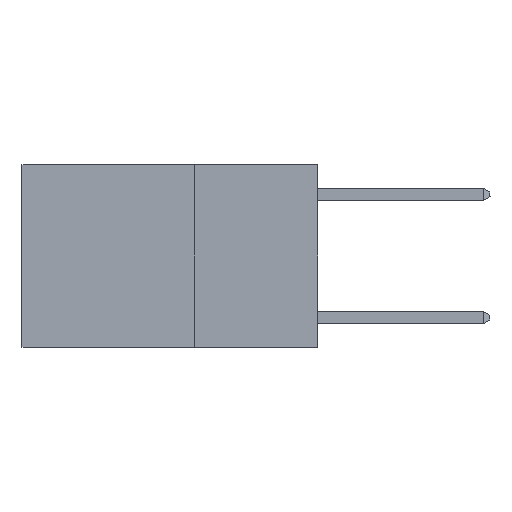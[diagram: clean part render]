
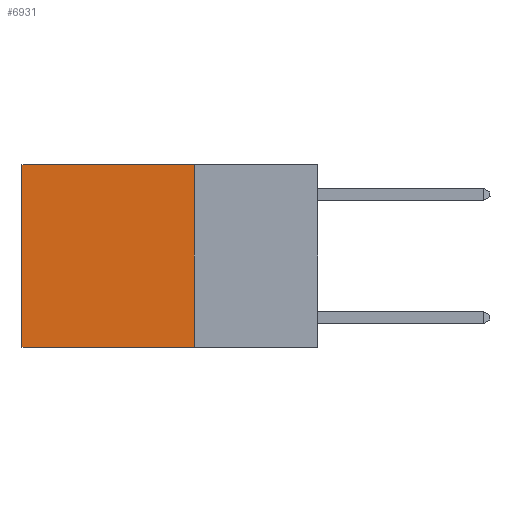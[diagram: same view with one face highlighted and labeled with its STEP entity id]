
A CAD part, left-side view. The second image highlights one B-rep face of the part: STEP entity #6931.
In plain terms, the highlighted planar face has unit normal (-1, 0, 0).
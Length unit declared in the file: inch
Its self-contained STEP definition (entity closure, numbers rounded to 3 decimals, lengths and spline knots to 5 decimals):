
#468 = ORIENTED_EDGE ( 'NONE', *, *, #2987, .F. ) ;
#605 = CARTESIAN_POINT ( 'NONE',  ( 0.2625, 0.6, -0.37 ) ) ;
#716 = EDGE_CURVE ( 'NONE', #8102, #7821, #2782, .T. ) ;
#903 = FACE_OUTER_BOUND ( 'NONE', #8588, .T. ) ;
#964 = VECTOR ( 'NONE', #2107, 39.37008 ) ;
#1180 = VERTEX_POINT ( 'NONE', #1433 ) ;
#1433 = CARTESIAN_POINT ( 'NONE',  ( 0.2625, 0.25, -0.37 ) ) ;
#1552 = PLANE ( 'NONE',  #8547 ) ;
#1999 = ORIENTED_EDGE ( 'NONE', *, *, #8175, .T. ) ;
#2107 = DIRECTION ( 'NONE',  ( 0., 1., 0. ) ) ;
#2242 = DIRECTION ( 'NONE',  ( 1., 0., 0. ) ) ;
#2666 = CARTESIAN_POINT ( 'NONE',  ( 0.2625, 0.25, 0. ) ) ;
#2782 = LINE ( 'NONE', #4284, #964 ) ;
#2882 = CARTESIAN_POINT ( 'NONE',  ( 0.2625, 0.25, -0.37 ) ) ;
#2987 = EDGE_CURVE ( 'NONE', #8102, #1180, #5060, .T. ) ;
#3106 = ORIENTED_EDGE ( 'NONE', *, *, #4369, .F. ) ;
#3112 = DIRECTION ( 'NONE',  ( 0., 1., 0. ) ) ;
#3716 = VERTEX_POINT ( 'NONE', #605 ) ;
#3851 = CARTESIAN_POINT ( 'NONE',  ( 0.2625, 0.6, 0. ) ) ;
#3970 = VECTOR ( 'NONE', #8757, 39.37008 ) ;
#4284 = CARTESIAN_POINT ( 'NONE',  ( 0.2625, 0.25, 0. ) ) ;
#4369 = EDGE_CURVE ( 'NONE', #1180, #3716, #6743, .T. ) ;
#4736 = DIRECTION ( 'NONE',  ( 0., 0., -1. ) ) ;
#4851 = VECTOR ( 'NONE', #3112, 39.37008 ) ;
#5060 = LINE ( 'NONE', #2666, #8562 ) ;
#5858 = LINE ( 'NONE', #3851, #3970 ) ;
#6743 = LINE ( 'NONE', #2882, #4851 ) ;
#6931 = ADVANCED_FACE ( 'NONE', ( #903 ), #1552, .F. ) ;
#7148 = CARTESIAN_POINT ( 'NONE',  ( 0.2625, 0.6, 0. ) ) ;
#7264 = DIRECTION ( 'NONE',  ( 0., 0., -1. ) ) ;
#7358 = CARTESIAN_POINT ( 'NONE',  ( 0.2625, 0.25, 0. ) ) ;
#7821 = VERTEX_POINT ( 'NONE', #7148 ) ;
#8102 = VERTEX_POINT ( 'NONE', #7358 ) ;
#8175 = EDGE_CURVE ( 'NONE', #7821, #3716, #5858, .T. ) ;
#8547 = AXIS2_PLACEMENT_3D ( 'NONE', #8565, #2242, #7264 ) ;
#8562 = VECTOR ( 'NONE', #4736, 39.37008 ) ;
#8565 = CARTESIAN_POINT ( 'NONE',  ( 0.2625, 0.25, 0. ) ) ;
#8588 = EDGE_LOOP ( 'NONE', ( #1999, #3106, #468, #8775 ) ) ;
#8757 = DIRECTION ( 'NONE',  ( 0., 0., -1. ) ) ;
#8775 = ORIENTED_EDGE ( 'NONE', *, *, #716, .T. ) ;
